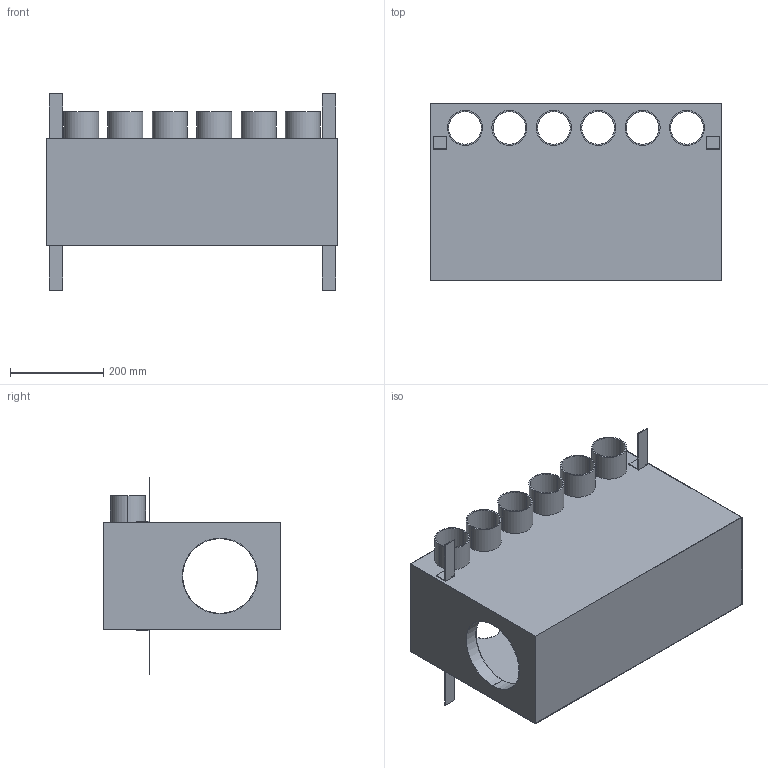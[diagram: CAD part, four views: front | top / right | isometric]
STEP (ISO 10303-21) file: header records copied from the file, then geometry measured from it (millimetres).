
FILE_DESCRIPTION(('Creo Elements/Direct Modeling STEP Export'),'2;1');
FILE_NAME('DEV-75-160-12.stp','2021-03-05T10:00:51',(''),(''),'PTC Creo Elements/Direct Modeling STEP processor for AP214 (Solid Model)','PTC Creo Elements/Direct Modeling 19.0C 15-Aug-2015 (C) Parametric Technology GmbH','');
FILE_SCHEMA(('AUTOMOTIVE_DESIGN { 1 0 10303 214 1 1 1 1 }'));
Length unit declared in the file: millimetre
Products named in the file (1): DEV-75-160-12.prt
Bounding box: 625 x 380 x 420 mm (x, y, z)
Volume: 1097751.9 mm3; surface area: 1933668.6 mm2
Topology: 1 solids, 1 shells, 92 faces, 228 edges, 152 vertices
Faces by surface type: plane 48, cylinder 44
Entity records: 2614 total; most frequent: ORIENTED_EDGE 456, CARTESIAN_POINT 429, DIRECTION 414, EDGE_CURVE 228, VERTEX_POINT 152, VECTOR 140, LINE 140, AXIS2_PLACEMENT_3D 137
